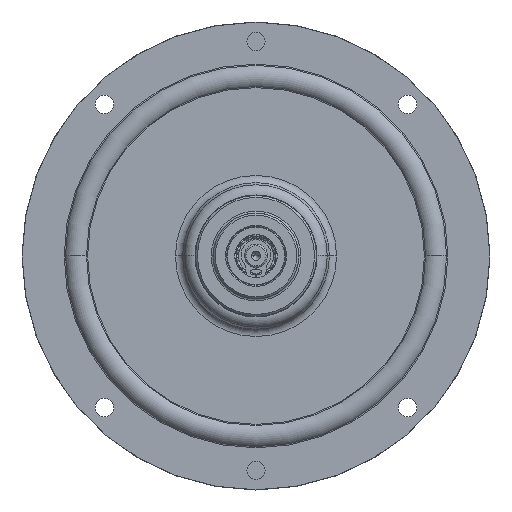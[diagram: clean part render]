
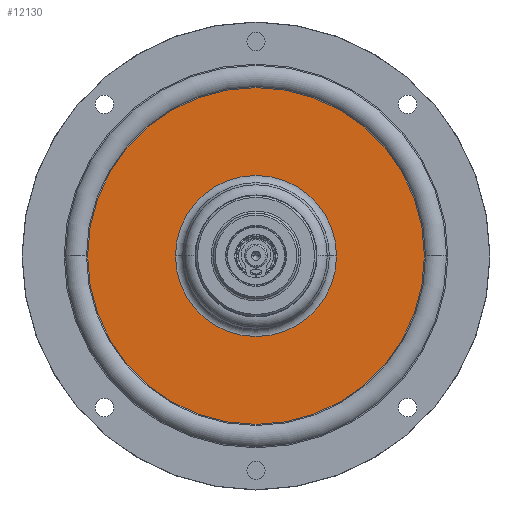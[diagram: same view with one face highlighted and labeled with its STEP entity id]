
A CAD part, top view. The second image highlights one B-rep face of the part: STEP entity #12130.
In plain terms, the highlighted planar face has unit normal (0, 0, 1).
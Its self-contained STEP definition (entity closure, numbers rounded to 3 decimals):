
#6115 = CARTESIAN_POINT ( 'NONE',  ( 20.65, 0., 2.11 ) ) ;
#6184 = CARTESIAN_POINT ( 'NONE',  ( -43.183, 0., 2.11 ) ) ;
#6340 = CARTESIAN_POINT ( 'NONE',  ( 43.183, 0., 2.11 ) ) ;
#6408 = CARTESIAN_POINT ( 'NONE',  ( -20.65, 0., 2.11 ) ) ;
#12130 = ADVANCED_FACE ( 'NONE', ( #29870, #29883 ), #57848, .T. ) ;
#24922 = DIRECTION ( 'NONE',  ( -1., 0., 0. ) ) ;
#24924 = DIRECTION ( 'NONE',  ( 0., 0., -1. ) ) ;
#24928 = CARTESIAN_POINT ( 'NONE',  ( 0., 0., 2.11 ) ) ;
#25115 = DIRECTION ( 'NONE',  ( -1., 0., 0. ) ) ;
#25117 = DIRECTION ( 'NONE',  ( 0., 0., -1. ) ) ;
#25135 = CARTESIAN_POINT ( 'NONE',  ( 0., 0., 2.11 ) ) ;
#29870 = FACE_BOUND ( 'NONE', #55366, .T. ) ;
#29883 = FACE_OUTER_BOUND ( 'NONE', #55397, .T. ) ;
#35307 = ORIENTED_EDGE ( 'NONE', *, *, #56160, .F. ) ;
#35561 = ORIENTED_EDGE ( 'NONE', *, *, #42156, .T. ) ;
#35575 = ORIENTED_EDGE ( 'NONE', *, *, #56165, .T. ) ;
#35673 = ORIENTED_EDGE ( 'NONE', *, *, #42128, .F. ) ;
#42128 = EDGE_CURVE ( 'NONE', #65217, #65475, #45898, .T. ) ;
#42156 = EDGE_CURVE ( 'NONE', #65605, #65166, #45979, .T. ) ;
#43494 = DIRECTION ( 'NONE',  ( -1., 0., 0. ) ) ;
#43495 = DIRECTION ( 'NONE',  ( 0., 0., -1. ) ) ;
#43502 = CARTESIAN_POINT ( 'NONE',  ( 0., 0., 2.11 ) ) ;
#43511 = DIRECTION ( 'NONE',  ( -1., 0., 0. ) ) ;
#43512 = DIRECTION ( 'NONE',  ( 0., 0., -1. ) ) ;
#43520 = CARTESIAN_POINT ( 'NONE',  ( 0., 0., 2.11 ) ) ;
#45561 = AXIS2_PLACEMENT_3D ( 'NONE', #24928, #24924, #24922 ) ;
#45587 = AXIS2_PLACEMENT_3D ( 'NONE', #25135, #25117, #25115 ) ;
#45898 = CIRCLE ( 'NONE', #45587, 43.183 ) ;
#45979 = CIRCLE ( 'NONE', #45561, 20.65 ) ;
#49045 = AXIS2_PLACEMENT_3D ( 'NONE', #57850, #57864, #57866 ) ;
#53120 = AXIS2_PLACEMENT_3D ( 'NONE', #43502, #43495, #43494 ) ;
#53125 = AXIS2_PLACEMENT_3D ( 'NONE', #43520, #43512, #43511 ) ;
#53748 = CIRCLE ( 'NONE', #53125, 43.183 ) ;
#53753 = CIRCLE ( 'NONE', #53120, 20.65 ) ;
#55366 = EDGE_LOOP ( 'NONE', ( #35575, #35561 ) ) ;
#55397 = EDGE_LOOP ( 'NONE', ( #35307, #35673 ) ) ;
#56160 = EDGE_CURVE ( 'NONE', #65475, #65217, #53748, .T. ) ;
#56165 = EDGE_CURVE ( 'NONE', #65166, #65605, #53753, .T. ) ;
#57848 = PLANE ( 'NONE',  #49045 ) ;
#57850 = CARTESIAN_POINT ( 'NONE',  ( 0., 43.183, 2.11 ) ) ;
#57864 = DIRECTION ( 'NONE',  ( 0., 0., 1. ) ) ;
#57866 = DIRECTION ( 'NONE',  ( 1., 0., 0. ) ) ;
#65166 = VERTEX_POINT ( 'NONE', #6408 ) ;
#65217 = VERTEX_POINT ( 'NONE', #6340 ) ;
#65475 = VERTEX_POINT ( 'NONE', #6184 ) ;
#65605 = VERTEX_POINT ( 'NONE', #6115 ) ;
